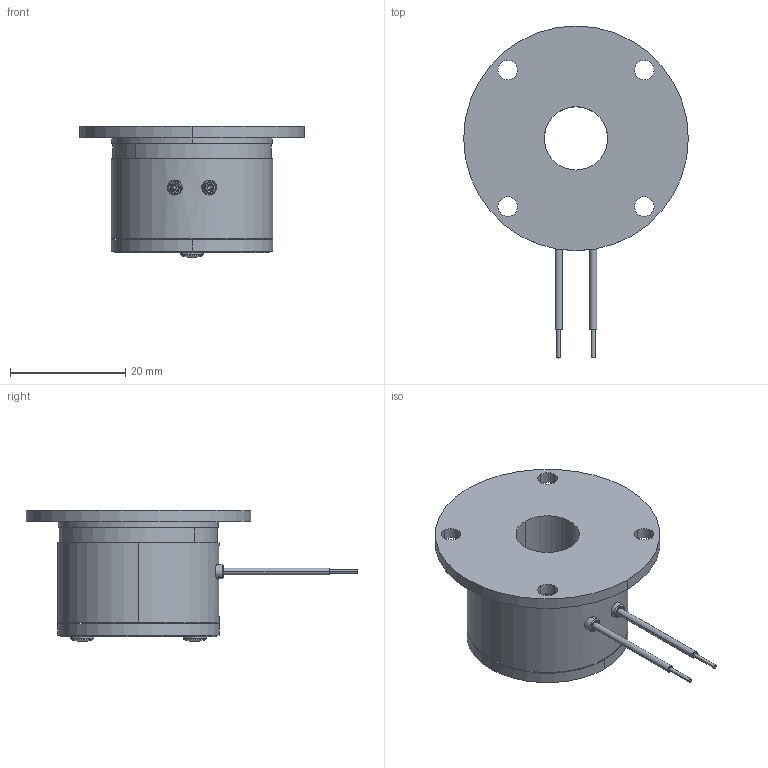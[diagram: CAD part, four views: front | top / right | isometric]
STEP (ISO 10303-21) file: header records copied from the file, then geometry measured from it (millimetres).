
FILE_DESCRIPTION (( 'STEP AP214' ), '1' );
FILE_NAME ('dr_bk_01P1-110_mu.STEP', '2024-05-27T07:16:07', ( '' ), ( '' ), 'SwSTEP 2.0', 'SolidWorks 2022', '' );
FILE_SCHEMA (( 'AUTOMOTIVE_DESIGN' ));
Length unit declared in the file: millimetre
Products named in the file (7): 10068721_000; 10068718_000_Einbaulänge 1,35mm; dr_bk_01P1-110_mu; 10069006_000; 10068722_000; 10068956_000; 10069004_000
Assembly tree (8 placements, depth 3):
  dr_bk_01P1-110_mu
    10068956_000
    10069004_000
      10069006_000
      10068721_000
      10068722_000  x2
      10068718_000_Einbaulänge 1,35mm  x2
Bounding box: 39 x 57.6 x 22.75 mm (x, y, z)
Volume: 12297.4 mm3; surface area: 7279.8 mm2
Topology: 9 solids, 9 shells, 153 faces, 344 edges, 216 vertices
Faces by surface type: cylinder 86, cone 28, plane 23, torus 12, sphere 4
Entity records: 4988 total; most frequent: CARTESIAN_POINT 866, DIRECTION 718, ORIENTED_EDGE 576, AXIS2_PLACEMENT_3D 313, EDGE_CURVE 288, VERTEX_POINT 184, CIRCLE 173, EDGE_LOOP 170
